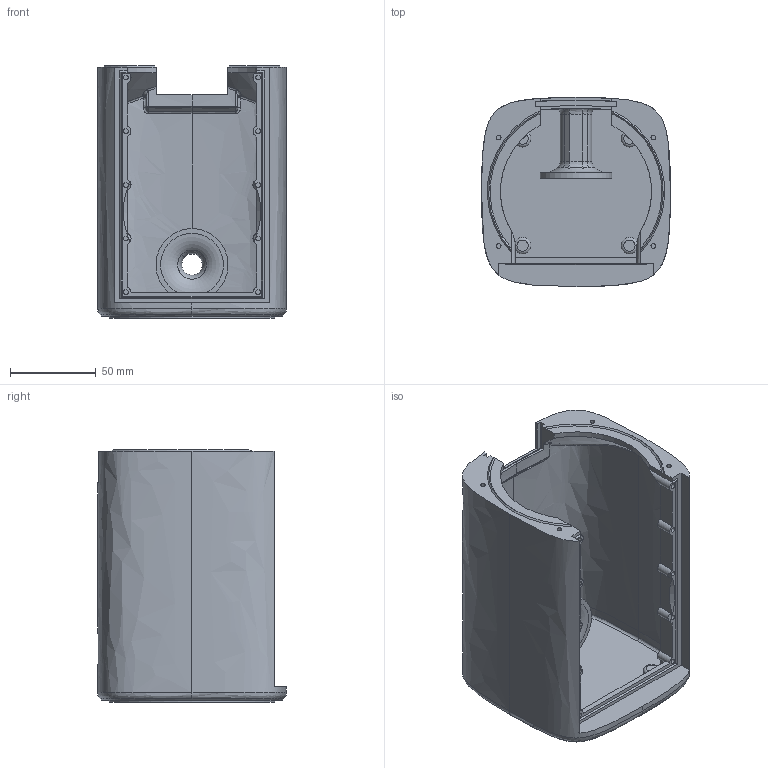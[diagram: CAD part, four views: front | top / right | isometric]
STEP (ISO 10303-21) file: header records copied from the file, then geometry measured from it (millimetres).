
FILE_DESCRIPTION(/* description */ (''),/* implementation_level */ '2;1');
FILE_NAME(/* name */ '25-Watt Speaker Chamber.step',/* time_stamp */ '2025-06-04T16:23:06+01:00',/* author */ (''),/* organization */ (''),/* preprocessor_version */ 'ST-DEVELOPER v20.1',/* originating_system */ 'Autodesk Translation Framework v14.10.0.0',/* authorisation */ '');
FILE_SCHEMA (('AUTOMOTIVE_DESIGN { 1 0 10303 214 3 1 1 }'));
Length unit declared in the file: millimetre
Products named in the file (1): 25-Watt Speaker Chamber
Bounding box: 110 x 110 x 146.9 mm (x, y, z)
Volume: 213393.8 mm3; surface area: 132722 mm2
Topology: 2 solids, 2 shells, 431 faces, 1155 edges, 727 vertices
Faces by surface type: plane 236, bspline 86, cylinder 57, cone 30, torus 20, sphere 2
Full cylindrical faces by diameter (mm): 2.8 x4, 6.5 x8, 9.7 x4, 79.5 x1, 96.5 x1
Entity records: 16779 total; most frequent: CARTESIAN_POINT 6630, ORIENTED_EDGE 2286, DIRECTION 1797, EDGE_CURVE 1143, VERTEX_POINT 727, LINE 665, VECTOR 665, AXIS2_PLACEMENT_3D 566
